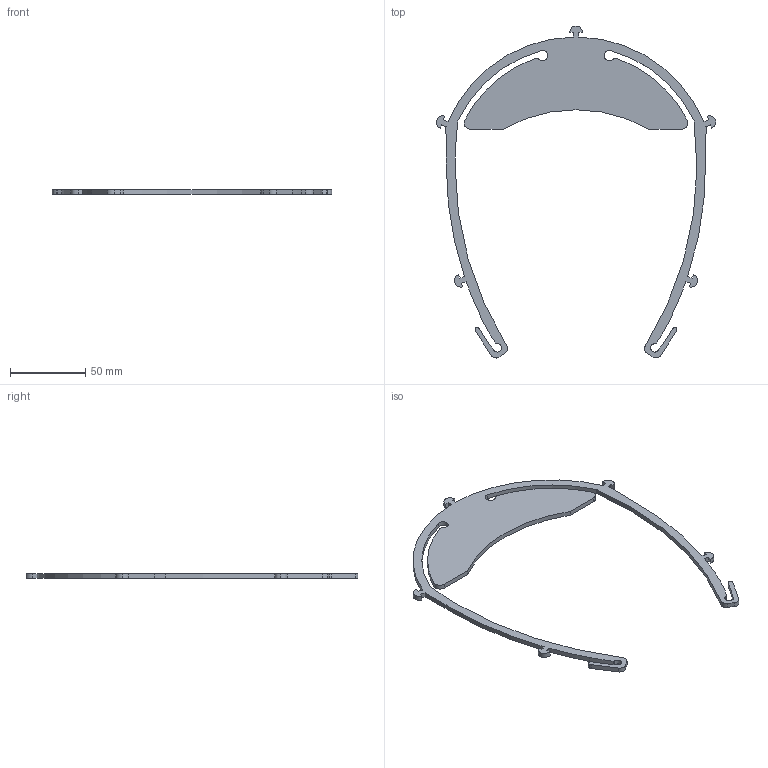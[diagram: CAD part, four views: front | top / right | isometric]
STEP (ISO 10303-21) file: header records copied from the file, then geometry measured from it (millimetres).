
FILE_DESCRIPTION (( 'STEP AP214' ), '1' );
FILE_NAME ('COVID-001-Face-Shield-Frame_CNC_1_8-R01.STEP', '2020-04-07T15:35:29', ( '' ), ( '' ), 'SwSTEP 2.0', 'SolidWorks 2019', '' );
FILE_SCHEMA (( 'AUTOMOTIVE_DESIGN' ));
Length unit declared in the file: millimetre
Products named in the file (1): COVID-001-Face-Shield-Frame_CNC_1_8-R01
Bounding box: 185.7 x 220.72 x 3.17 mm (x, y, z)
Volume: 26813.7 mm3; surface area: 21828.5 mm2
Topology: 1 solids, 1 shells, 82 faces, 240 edges, 160 vertices
Faces by surface type: cylinder 52, plane 28, bspline 2
Entity records: 2838 total; most frequent: CARTESIAN_POINT 533, DIRECTION 502, ORIENTED_EDGE 480, EDGE_CURVE 240, AXIS2_PLACEMENT_3D 185, VERTEX_POINT 160, VECTOR 132, LINE 132
